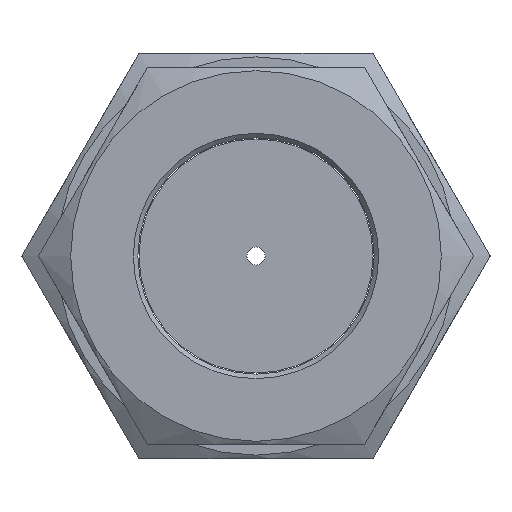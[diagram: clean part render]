
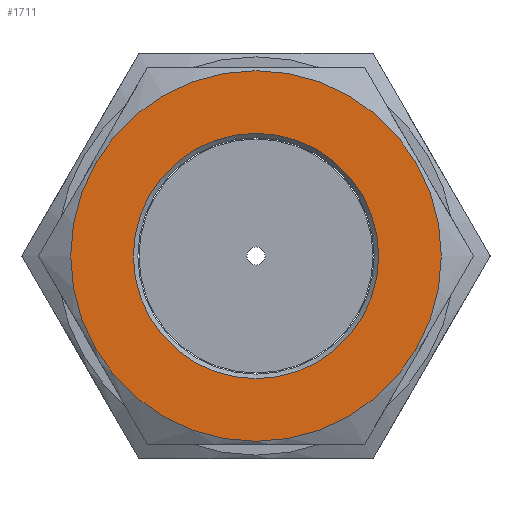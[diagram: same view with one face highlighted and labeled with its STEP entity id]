
A CAD part, left-side view. The second image highlights one B-rep face of the part: STEP entity #1711.
In plain terms, the highlighted planar face has unit normal (-1, 0, 0).
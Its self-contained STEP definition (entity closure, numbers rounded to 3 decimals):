
#1680=CARTESIAN_POINT('',(-12.876,-3.363,5.824));
#1681=VERTEX_POINT('',#1680);
#1682=CARTESIAN_POINT('',(-12.876,0.,0.));
#1683=DIRECTION('',(-1.0,0.,0.));
#1684=DIRECTION('',(0.,0.5,-0.866));
#1685=AXIS2_PLACEMENT_3D('',#1682,#1683,#1684);
#1686=CIRCLE('',#1685,6.725);
#1687=EDGE_CURVE('',#1681,#1681,#1686,.T.);
#1692=CARTESIAN_POINT('',(-12.876,2.54,-4.399));
#1693=DIRECTION('',(-1.0,0.0,0.0));
#1694=DIRECTION('',(0.0,0.866,0.5));
#1695=AXIS2_PLACEMENT_3D('',#1692,#1693,#1694);
#1696=PLANE('',#1695);
#1697=CARTESIAN_POINT('',(-12.876,5.08,-8.799));
#1698=VERTEX_POINT('',#1697);
#1699=CARTESIAN_POINT('',(-12.876,0.,0.));
#1700=DIRECTION('',(1.0,0.,0.));
#1701=DIRECTION('',(0.,0.5,-0.866));
#1702=AXIS2_PLACEMENT_3D('',#1699,#1700,#1701);
#1703=CIRCLE('',#1702,10.16);
#1704=EDGE_CURVE('',#1698,#1698,#1703,.T.);
#1705=ORIENTED_EDGE('',*,*,#1704,.F.);
#1706=EDGE_LOOP('',(#1705));
#1707=FACE_OUTER_BOUND('',#1706,.T.);
#1708=ORIENTED_EDGE('',*,*,#1687,.F.);
#1709=EDGE_LOOP('',(#1708));
#1710=FACE_BOUND('',#1709,.T.);
#1711=ADVANCED_FACE('',(#1707,#1710),#1696,.T.);
